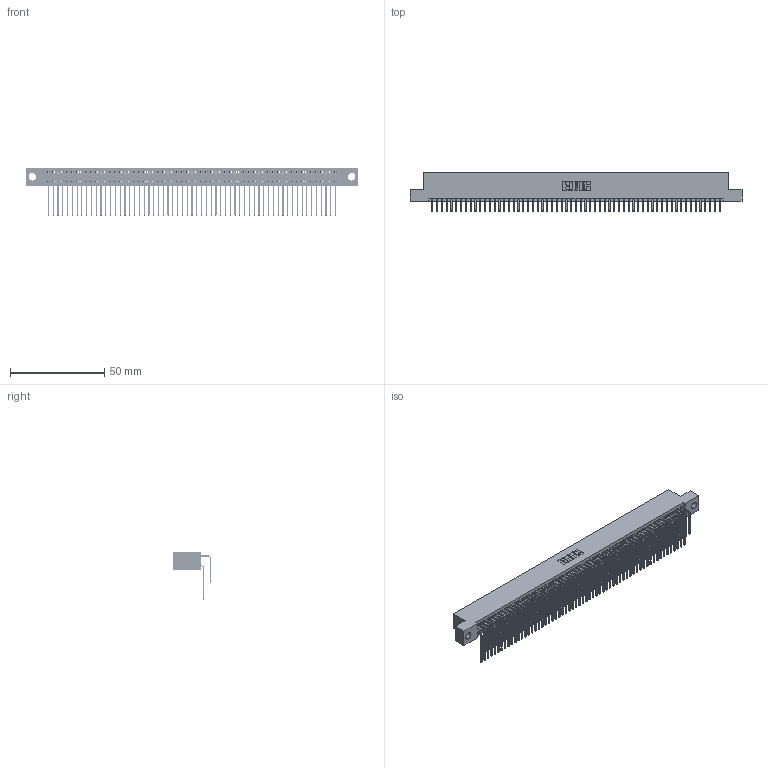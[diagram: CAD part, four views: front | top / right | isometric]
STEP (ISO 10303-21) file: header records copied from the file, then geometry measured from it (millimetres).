
FILE_DESCRIPTION (( 'STEP AP203' ), '1' );
FILE_NAME ('395-122-559-204.STEP', '2021-06-17T21:46:58', ( '' ), ( '' ), 'SwSTEP 2.0', 'SolidWorks 2020', '' );
FILE_SCHEMA (( 'CONFIG_CONTROL_DESIGN' ));
Length unit declared in the file: inch
Products named in the file (4): 345-292-001_559 Tail - 2; 345 Part_Flush Mounting Lugs - 0.156 Dia-TI; 395-122-559-204; 345-292-001_558 559 Tail - 1
Assembly tree (123 placements, depth 2):
  395-122-559-204
    345 Part_Flush Mounting Lugs - 0.156 Dia-TI
    345-292-001_558 559 Tail - 1  x61
    345-292-001_559 Tail - 2  x61
Bounding box: 176.15 x 20.56 x 25.53 mm (x, y, z)
Volume: 17885.5 mm3; surface area: 29966.8 mm2
Topology: 123 solids, 123 shells, 6484 faces, 19287 edges, 12694 vertices
Faces by surface type: plane 4364, cylinder 2120
Entity records: 47375 total; most frequent: CARTESIAN_POINT 7973, ORIENTED_EDGE 7854, DIRECTION 6979, EDGE_CURVE 3927, VECTOR 3511, LINE 3511, VERTEX_POINT 2614, AXIS2_PLACEMENT_3D 1734
